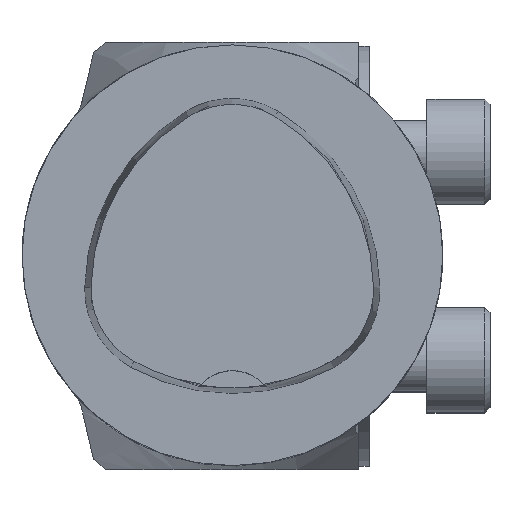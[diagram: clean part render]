
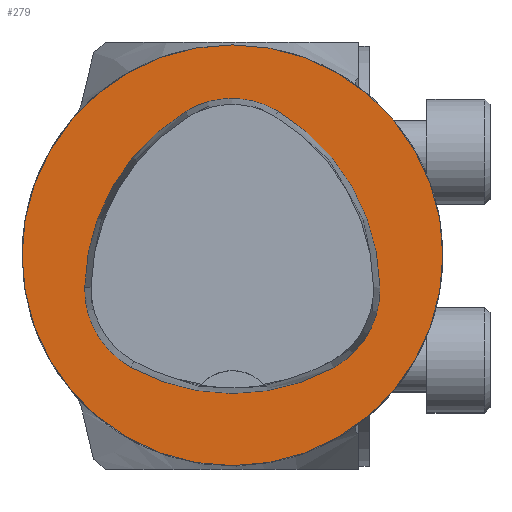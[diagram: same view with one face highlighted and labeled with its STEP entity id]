
A CAD part, top view. The second image highlights one B-rep face of the part: STEP entity #279.
In plain terms, the highlighted planar face has unit normal (0, 0, 1).
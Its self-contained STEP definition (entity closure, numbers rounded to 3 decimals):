
#229=FACE_BOUND('',#445,.T.);
#230=FACE_BOUND('',#446,.T.);
#279=ADVANCED_FACE('',(#229,#230),#314,.T.);
#314=PLANE('',#1089);
#445=EDGE_LOOP('',(#662,#663,#664,#665,#666,#667));
#446=EDGE_LOOP('',(#668));
#662=ORIENTED_EDGE('',*,*,#907,.T.);
#663=ORIENTED_EDGE('',*,*,#887,.T.);
#664=ORIENTED_EDGE('',*,*,#891,.T.);
#665=ORIENTED_EDGE('',*,*,#894,.T.);
#666=ORIENTED_EDGE('',*,*,#897,.T.);
#667=ORIENTED_EDGE('',*,*,#905,.T.);
#668=ORIENTED_EDGE('',*,*,#836,.F.);
#747=VERTEX_POINT('',#1526);
#780=VERTEX_POINT('',#1723);
#781=VERTEX_POINT('',#1724);
#784=VERTEX_POINT('',#1732);
#786=VERTEX_POINT('',#1738);
#788=VERTEX_POINT('',#1744);
#795=VERTEX_POINT('',#1765);
#836=EDGE_CURVE('',#747,#747,#941,.T.);
#887=EDGE_CURVE('',#780,#781,#947,.T.);
#891=EDGE_CURVE('',#781,#784,#949,.T.);
#894=EDGE_CURVE('',#784,#786,#951,.T.);
#897=EDGE_CURVE('',#786,#788,#953,.T.);
#905=EDGE_CURVE('',#788,#795,#957,.T.);
#907=EDGE_CURVE('',#795,#780,#959,.T.);
#941=CIRCLE('',#1035,20.);
#947=CIRCLE('',#1067,20.);
#949=CIRCLE('',#1070,8.5);
#951=CIRCLE('',#1073,20.);
#953=CIRCLE('',#1076,8.5);
#957=CIRCLE('',#1081,20.);
#959=CIRCLE('',#1084,8.5);
#1035=AXIS2_PLACEMENT_3D('',#1525,#1221,#1222);
#1067=AXIS2_PLACEMENT_3D('',#1722,#1307,#1308);
#1070=AXIS2_PLACEMENT_3D('',#1731,#1315,#1316);
#1073=AXIS2_PLACEMENT_3D('',#1737,#1322,#1323);
#1076=AXIS2_PLACEMENT_3D('',#1743,#1329,#1330);
#1081=AXIS2_PLACEMENT_3D('',#1766,#1341,#1342);
#1084=AXIS2_PLACEMENT_3D('',#1769,#1347,#1348);
#1089=AXIS2_PLACEMENT_3D('',#1774,#1357,#1358);
#1221=DIRECTION('',(0.,0.,-1.));
#1222=DIRECTION('',(-1.,0.,0.));
#1307=DIRECTION('',(0.,0.,-1.));
#1308=DIRECTION('',(-1.,0.,0.));
#1315=DIRECTION('',(0.,0.,-1.));
#1316=DIRECTION('',(-1.,0.,0.));
#1322=DIRECTION('',(0.,0.,-1.));
#1323=DIRECTION('',(-1.,0.,0.));
#1329=DIRECTION('',(0.,0.,-1.));
#1330=DIRECTION('',(-1.,0.,0.));
#1341=DIRECTION('',(0.,0.,-1.));
#1342=DIRECTION('',(-1.,0.,0.));
#1347=DIRECTION('',(0.,0.,-1.));
#1348=DIRECTION('',(-1.,0.,0.));
#1357=DIRECTION('',(0.,0.,1.));
#1358=DIRECTION('',(1.,0.,0.));
#1525=CARTESIAN_POINT('',(0.,0.,0.));
#1526=CARTESIAN_POINT('',(-20.,0.,0.));
#1722=CARTESIAN_POINT('',(5.955,-3.414,0.));
#1723=CARTESIAN_POINT('',(-14.041,-3.042,0.));
#1724=CARTESIAN_POINT('',(-4.472,13.653,0.));
#1731=CARTESIAN_POINT('',(-0.04,6.4,0.));
#1732=CARTESIAN_POINT('',(4.347,13.68,0.));
#1737=CARTESIAN_POINT('',(-5.976,-3.45,0.));
#1738=CARTESIAN_POINT('',(14.021,-3.075,0.));
#1743=CARTESIAN_POINT('',(5.522,-3.235,0.));
#1744=CARTESIAN_POINT('',(9.588,-10.699,0.));
#1765=CARTESIAN_POINT('',(-9.655,-10.639,0.));
#1766=CARTESIAN_POINT('',(0.022,6.864,0.));
#1769=CARTESIAN_POINT('',(-5.543,-3.2,0.));
#1774=CARTESIAN_POINT('',(0.,0.,0.));
